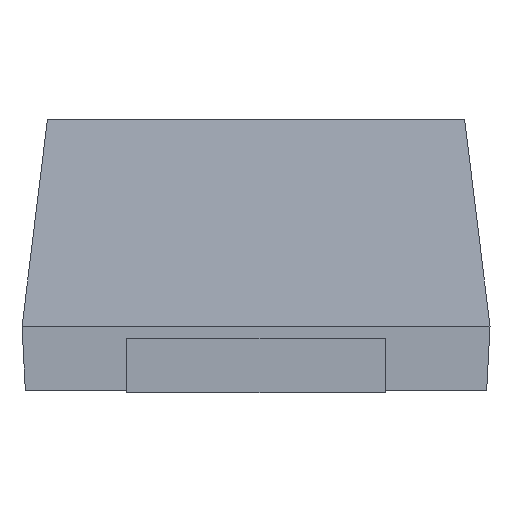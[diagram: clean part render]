
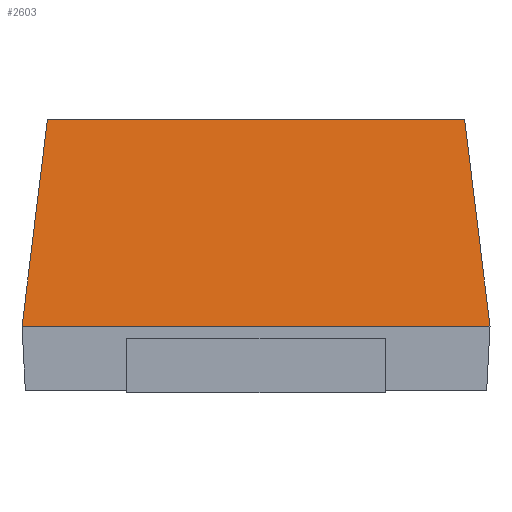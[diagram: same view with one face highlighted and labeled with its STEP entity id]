
A CAD part, front view. The second image highlights one B-rep face of the part: STEP entity #2603.
In plain terms, the highlighted planar face has unit normal (0, -0.993, 0.122).
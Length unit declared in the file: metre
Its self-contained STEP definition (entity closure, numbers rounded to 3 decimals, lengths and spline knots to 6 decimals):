
#38 = AXIS2_PLACEMENT_3D ( 'NONE', #2038, #1825, #903 ) ;
#41 = CARTESIAN_POINT ( 'NONE',  ( -0.000847, -0.001297, 0.0011 ) ) ;
#124 = ORIENTED_EDGE ( 'NONE', *, *, #185, .T. ) ;
#147 = VERTEX_POINT ( 'NONE', #1604 ) ;
#185 = EDGE_CURVE ( 'NONE', #3165, #353, #1005, .T. ) ;
#353 = VERTEX_POINT ( 'NONE', #3145 ) ;
#463 = VECTOR ( 'NONE', #817, 1. ) ;
#621 = DIRECTION ( 'NONE',  ( -0.121, 0.121, 0.985 ) ) ;
#624 = CARTESIAN_POINT ( 'NONE',  ( -0.000987, -0.0014, 0.00026 ) ) ;
#649 = VECTOR ( 'NONE', #621, 1. ) ;
#817 = DIRECTION ( 'NONE',  ( -1., 0., 0. ) ) ;
#877 = EDGE_CURVE ( 'NONE', #1598, #3165, #3243, .T. ) ;
#903 = DIRECTION ( 'NONE',  ( 0., -0.122, -0.993 ) ) ;
#947 = EDGE_CURVE ( 'NONE', #147, #1598, #1797, .T. ) ;
#981 = LINE ( 'NONE', #624, #2821 ) ;
#996 = EDGE_LOOP ( 'NONE', ( #124, #2579, #2594, #1173 ) ) ;
#1005 = LINE ( 'NONE', #2223, #3195 ) ;
#1173 = ORIENTED_EDGE ( 'NONE', *, *, #877, .T. ) ;
#1302 = CARTESIAN_POINT ( 'NONE',  ( 0.000847, -0.001297, 0.0011 ) ) ;
#1598 = VERTEX_POINT ( 'NONE', #1302 ) ;
#1604 = CARTESIAN_POINT ( 'NONE',  ( 0.00095, -0.0014, 0.00026 ) ) ;
#1797 = LINE ( 'NONE', #3359, #649 ) ;
#1825 = DIRECTION ( 'NONE',  ( 0., -0.993, 0.122 ) ) ;
#2038 = CARTESIAN_POINT ( 'NONE',  ( -0.000987, -0.0014, 0.00026 ) ) ;
#2223 = CARTESIAN_POINT ( 'NONE',  ( -0.000847, -0.001297, 0.0011 ) ) ;
#2340 = CARTESIAN_POINT ( 'NONE',  ( 0., -0.001297, 0.0011 ) ) ;
#2541 = DIRECTION ( 'NONE',  ( -0.121, -0.121, -0.985 ) ) ;
#2579 = ORIENTED_EDGE ( 'NONE', *, *, #2706, .T. ) ;
#2594 = ORIENTED_EDGE ( 'NONE', *, *, #947, .T. ) ;
#2603 = ADVANCED_FACE ( '0:120', ( #2640 ), #2958, .T. ) ;
#2640 = FACE_OUTER_BOUND ( 'NONE', #996, .T. ) ;
#2706 = EDGE_CURVE ( 'NONE', #353, #147, #981, .T. ) ;
#2821 = VECTOR ( 'NONE', #3658, 1. ) ;
#2958 = PLANE ( 'NONE',  #38 ) ;
#3145 = CARTESIAN_POINT ( 'NONE',  ( -0.00095, -0.0014, 0.00026 ) ) ;
#3165 = VERTEX_POINT ( 'NONE', #41 ) ;
#3195 = VECTOR ( 'NONE', #2541, 1. ) ;
#3243 = LINE ( 'NONE', #2340, #463 ) ;
#3359 = CARTESIAN_POINT ( 'NONE',  ( 0.00095, -0.0014, 0.00026 ) ) ;
#3658 = DIRECTION ( 'NONE',  ( 1., 0., 0. ) ) ;
